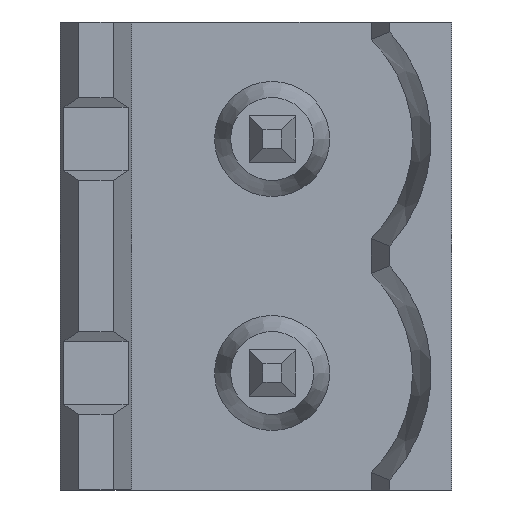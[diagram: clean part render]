
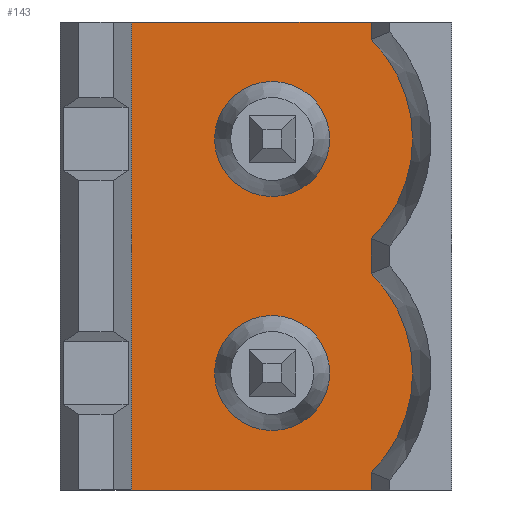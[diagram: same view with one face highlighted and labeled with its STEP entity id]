
A CAD part, left-side view. The second image highlights one B-rep face of the part: STEP entity #143.
In plain terms, the highlighted planar face has unit normal (-1, 0, 0).
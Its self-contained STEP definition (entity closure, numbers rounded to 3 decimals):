
#143 = ADVANCED_FACE( '', ( #392, #393, #394 ), #395, .T. );
#392 = FACE_OUTER_BOUND( '', #752, .T. );
#393 = FACE_BOUND( '', #753, .T. );
#394 = FACE_BOUND( '', #754, .T. );
#395 = PLANE( '', #755 );
#752 = EDGE_LOOP( '', ( #1124, #1125, #1126, #1127, #1128, #1129, #1130, #1131 ) );
#753 = EDGE_LOOP( '', ( #1132 ) );
#754 = EDGE_LOOP( '', ( #1133 ) );
#755 = AXIS2_PLACEMENT_3D( '', #1134, #1135, #1136 );
#1124 = ORIENTED_EDGE( '', *, *, #2168, .T. );
#1125 = ORIENTED_EDGE( '', *, *, #2169, .T. );
#1126 = ORIENTED_EDGE( '', *, *, #2170, .F. );
#1127 = ORIENTED_EDGE( '', *, *, #2171, .T. );
#1128 = ORIENTED_EDGE( '', *, *, #2172, .T. );
#1129 = ORIENTED_EDGE( '', *, *, #2173, .T. );
#1130 = ORIENTED_EDGE( '', *, *, #2174, .T. );
#1131 = ORIENTED_EDGE( '', *, *, #2175, .T. );
#1132 = ORIENTED_EDGE( '', *, *, #2176, .F. );
#1133 = ORIENTED_EDGE( '', *, *, #2177, .F. );
#1134 = CARTESIAN_POINT( '', ( 251.433, 196.067, 37.41 ) );
#1135 = DIRECTION( '', ( -1., 0., 0. ) );
#1136 = DIRECTION( '', ( 0., 1., 0. ) );
#2168 = EDGE_CURVE( '', #2594, #2595, #2596, .T. );
#2169 = EDGE_CURVE( '', #2595, #2597, #2598, .T. );
#2170 = EDGE_CURVE( '', #2599, #2597, #2600, .T. );
#2171 = EDGE_CURVE( '', #2599, #2601, #2602, .T. );
#2172 = EDGE_CURVE( '', #2601, #2603, #2604, .T. );
#2173 = EDGE_CURVE( '', #2603, #2605, #2606, .T. );
#2174 = EDGE_CURVE( '', #2605, #2607, #2608, .T. );
#2175 = EDGE_CURVE( '', #2607, #2594, #2609, .T. );
#2176 = EDGE_CURVE( '', #2610, #2610, #2611, .T. );
#2177 = EDGE_CURVE( '', #2612, #2612, #2613, .T. );
#2594 = VERTEX_POINT( '', #3210 );
#2595 = VERTEX_POINT( '', #3211 );
#2596 = LINE( '', #3212, #3213 );
#2597 = VERTEX_POINT( '', #3214 );
#2598 = LINE( '', #3215, #3216 );
#2599 = VERTEX_POINT( '', #3217 );
#2600 = LINE( '', #3218, #3219 );
#2601 = VERTEX_POINT( '', #3220 );
#2602 = LINE( '', #3221, #3222 );
#2603 = VERTEX_POINT( '', #3223 );
#2604 = CIRCLE( '', #3224, 3.05 );
#2605 = VERTEX_POINT( '', #3225 );
#2606 = LINE( '', #3226, #3227 );
#2607 = VERTEX_POINT( '', #3228 );
#2608 = CIRCLE( '', #3229, 3.05 );
#2609 = LINE( '', #3230, #3231 );
#2610 = VERTEX_POINT( '', #3232 );
#2611 = CIRCLE( '', #3233, 1.25 );
#2612 = VERTEX_POINT( '', #3234 );
#2613 = CIRCLE( '', #3235, 1.25 );
#3210 = CARTESIAN_POINT( '', ( 251.433, 190.917, 44.68 ) );
#3211 = CARTESIAN_POINT( '', ( 251.433, 196.117, 44.68 ) );
#3212 = CARTESIAN_POINT( '', ( 251.433, 191.067, 44.68 ) );
#3213 = VECTOR( '', #4068, 1000. );
#3214 = CARTESIAN_POINT( '', ( 251.433, 196.117, 34.52 ) );
#3215 = CARTESIAN_POINT( '', ( 251.433, 196.117, 44.9 ) );
#3216 = VECTOR( '', #4069, 1000. );
#3217 = CARTESIAN_POINT( '', ( 251.433, 190.917, 34.52 ) );
#3218 = CARTESIAN_POINT( '', ( 251.433, 191.067, 34.52 ) );
#3219 = VECTOR( '', #4070, 1000. );
#3220 = CARTESIAN_POINT( '', ( 251.433, 190.917, 34.897 ) );
#3221 = CARTESIAN_POINT( '', ( 251.433, 190.917, 34.26 ) );
#3222 = VECTOR( '', #4071, 1000. );
#3223 = CARTESIAN_POINT( '', ( 251.433, 190.917, 39.223 ) );
#3224 = AXIS2_PLACEMENT_3D( '', #4072, #4073, #4074 );
#3225 = CARTESIAN_POINT( '', ( 251.433, 190.917, 39.977 ) );
#3226 = CARTESIAN_POINT( '', ( 251.433, 190.917, 40.75 ) );
#3227 = VECTOR( '', #4075, 1000. );
#3228 = CARTESIAN_POINT( '', ( 251.433, 190.917, 44.303 ) );
#3229 = AXIS2_PLACEMENT_3D( '', #4076, #4077, #4078 );
#3230 = CARTESIAN_POINT( '', ( 251.433, 190.917, 44.94 ) );
#3231 = VECTOR( '', #4079, 1000. );
#3232 = CARTESIAN_POINT( '', ( 251.433, 191.817, 37.06 ) );
#3233 = AXIS2_PLACEMENT_3D( '', #4080, #4081, #4082 );
#3234 = CARTESIAN_POINT( '', ( 251.433, 194.317, 42.14 ) );
#3235 = AXIS2_PLACEMENT_3D( '', #4083, #4084, #4085 );
#4068 = DIRECTION( '', ( 0., 1., 0. ) );
#4069 = DIRECTION( '', ( 0., 0., -1. ) );
#4070 = DIRECTION( '', ( 0., 1., 0. ) );
#4071 = DIRECTION( '', ( 0., 0., 1. ) );
#4072 = CARTESIAN_POINT( '', ( 251.433, 193.067, 37.06 ) );
#4073 = DIRECTION( '', ( -1., 0., 0. ) );
#4074 = DIRECTION( '', ( 0., -1., 0. ) );
#4075 = DIRECTION( '', ( 0., 0., 1. ) );
#4076 = CARTESIAN_POINT( '', ( 251.433, 193.067, 42.14 ) );
#4077 = DIRECTION( '', ( -1., 0., 0. ) );
#4078 = DIRECTION( '', ( 0., -1., 0. ) );
#4079 = DIRECTION( '', ( 0., 0., 1. ) );
#4080 = CARTESIAN_POINT( '', ( 251.433, 193.067, 37.06 ) );
#4081 = DIRECTION( '', ( -1., 0., 0. ) );
#4082 = DIRECTION( '', ( 0., -1., 0. ) );
#4083 = CARTESIAN_POINT( '', ( 251.433, 193.067, 42.14 ) );
#4084 = DIRECTION( '', ( -1., 0., 0. ) );
#4085 = DIRECTION( '', ( 0., -1., 0. ) );
